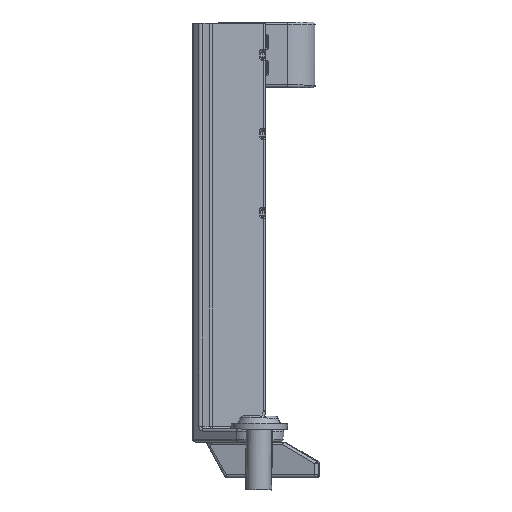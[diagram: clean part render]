
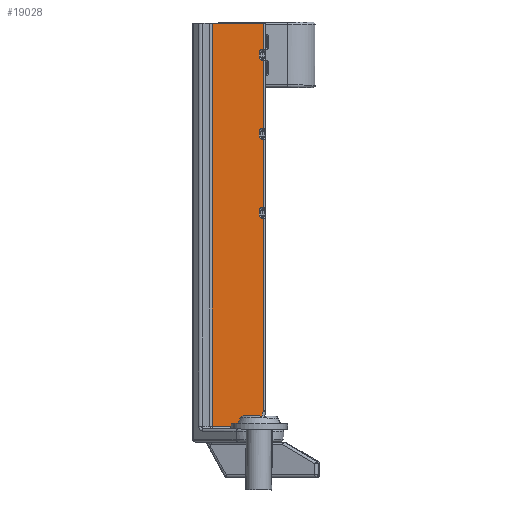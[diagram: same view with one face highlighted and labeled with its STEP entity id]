
A CAD part, front view. The second image highlights one B-rep face of the part: STEP entity #19028.
In plain terms, the highlighted face is planar.
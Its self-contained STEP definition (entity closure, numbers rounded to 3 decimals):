
#835=ELLIPSE('',#20514,0.6,0.6);
#836=ELLIPSE('',#20515,0.6,0.6);
#837=ELLIPSE('',#20516,0.6,0.6);
#838=ELLIPSE('',#20517,0.6,0.6);
#839=ELLIPSE('',#20518,0.6,0.6);
#840=ELLIPSE('',#20519,0.6,0.6);
#1212=LINE('',#32795,#2329);
#1213=LINE('',#32798,#2330);
#1214=LINE('',#32800,#2331);
#1215=LINE('',#32802,#2332);
#1216=LINE('',#32804,#2333);
#1217=LINE('',#32806,#2334);
#1218=LINE('',#32810,#2335);
#1219=LINE('',#32814,#2336);
#1220=LINE('',#32816,#2337);
#1221=LINE('',#32818,#2338);
#1222=LINE('',#32822,#2339);
#1223=LINE('',#32826,#2340);
#1224=LINE('',#32828,#2341);
#1225=LINE('',#32830,#2342);
#1226=LINE('',#32834,#2343);
#1227=LINE('',#32838,#2344);
#1228=LINE('',#32839,#2345);
#2329=VECTOR('',#23095,10.);
#2330=VECTOR('',#23098,10.);
#2331=VECTOR('',#23099,10.);
#2332=VECTOR('',#23100,0.5);
#2333=VECTOR('',#23101,10.);
#2334=VECTOR('',#23102,10.);
#2335=VECTOR('',#23105,10.);
#2336=VECTOR('',#23108,10.);
#2337=VECTOR('',#23109,10.);
#2338=VECTOR('',#23110,10.);
#2339=VECTOR('',#23113,10.);
#2340=VECTOR('',#23116,10.);
#2341=VECTOR('',#23117,10.);
#2342=VECTOR('',#23118,10.);
#2343=VECTOR('',#23121,10.);
#2344=VECTOR('',#23124,10.);
#2345=VECTOR('',#23125,10.);
#3440=PLANE('',#20513);
#3695=FACE_OUTER_BOUND('',#5080,.T.);
#5080=EDGE_LOOP('',(#12748,#12749,#12750,#12751,#12752,#12753,#12754,#12755,
#12756,#12757,#12758,#12759,#12760,#12761,#12762,#12763,#12764,#12765,#12766,
#12767,#12768,#12769,#12770));
#8031=VERTEX_POINT('',#32731);
#8057=VERTEX_POINT('',#32793);
#8058=VERTEX_POINT('',#32797);
#8059=VERTEX_POINT('',#32799);
#8060=VERTEX_POINT('',#32801);
#8061=VERTEX_POINT('',#32803);
#8062=VERTEX_POINT('',#32805);
#8063=VERTEX_POINT('',#32807);
#8064=VERTEX_POINT('',#32809);
#8065=VERTEX_POINT('',#32811);
#8066=VERTEX_POINT('',#32813);
#8067=VERTEX_POINT('',#32815);
#8068=VERTEX_POINT('',#32817);
#8069=VERTEX_POINT('',#32819);
#8070=VERTEX_POINT('',#32821);
#8071=VERTEX_POINT('',#32823);
#8072=VERTEX_POINT('',#32825);
#8073=VERTEX_POINT('',#32827);
#8074=VERTEX_POINT('',#32829);
#8075=VERTEX_POINT('',#32831);
#8076=VERTEX_POINT('',#32833);
#8077=VERTEX_POINT('',#32835);
#8078=VERTEX_POINT('',#32837);
#9715=EDGE_CURVE('',#8031,#8057,#1212,.T.);
#9716=EDGE_CURVE('',#8058,#8057,#1213,.T.);
#9717=EDGE_CURVE('',#8059,#8058,#1214,.T.);
#9718=EDGE_CURVE('',#8060,#8059,#1215,.T.);
#9719=EDGE_CURVE('',#8061,#8060,#1216,.T.);
#9720=EDGE_CURVE('',#8062,#8061,#1217,.T.);
#9721=EDGE_CURVE('',#8063,#8062,#835,.T.);
#9722=EDGE_CURVE('',#8064,#8063,#1218,.T.);
#9723=EDGE_CURVE('',#8065,#8064,#836,.T.);
#9724=EDGE_CURVE('',#8066,#8065,#1219,.T.);
#9725=EDGE_CURVE('',#8067,#8066,#1220,.T.);
#9726=EDGE_CURVE('',#8068,#8067,#1221,.T.);
#9727=EDGE_CURVE('',#8069,#8068,#837,.T.);
#9728=EDGE_CURVE('',#8070,#8069,#1222,.T.);
#9729=EDGE_CURVE('',#8071,#8070,#838,.T.);
#9730=EDGE_CURVE('',#8072,#8071,#1223,.T.);
#9731=EDGE_CURVE('',#8073,#8072,#1224,.T.);
#9732=EDGE_CURVE('',#8074,#8073,#1225,.T.);
#9733=EDGE_CURVE('',#8075,#8074,#839,.T.);
#9734=EDGE_CURVE('',#8076,#8075,#1226,.T.);
#9735=EDGE_CURVE('',#8077,#8076,#840,.T.);
#9736=EDGE_CURVE('',#8078,#8077,#1227,.T.);
#9737=EDGE_CURVE('',#8031,#8078,#1228,.T.);
#12748=ORIENTED_EDGE('',*,*,#9715,.T.);
#12749=ORIENTED_EDGE('',*,*,#9716,.F.);
#12750=ORIENTED_EDGE('',*,*,#9717,.F.);
#12751=ORIENTED_EDGE('',*,*,#9718,.F.);
#12752=ORIENTED_EDGE('',*,*,#9719,.F.);
#12753=ORIENTED_EDGE('',*,*,#9720,.F.);
#12754=ORIENTED_EDGE('',*,*,#9721,.F.);
#12755=ORIENTED_EDGE('',*,*,#9722,.F.);
#12756=ORIENTED_EDGE('',*,*,#9723,.F.);
#12757=ORIENTED_EDGE('',*,*,#9724,.F.);
#12758=ORIENTED_EDGE('',*,*,#9725,.F.);
#12759=ORIENTED_EDGE('',*,*,#9726,.F.);
#12760=ORIENTED_EDGE('',*,*,#9727,.F.);
#12761=ORIENTED_EDGE('',*,*,#9728,.F.);
#12762=ORIENTED_EDGE('',*,*,#9729,.F.);
#12763=ORIENTED_EDGE('',*,*,#9730,.F.);
#12764=ORIENTED_EDGE('',*,*,#9731,.F.);
#12765=ORIENTED_EDGE('',*,*,#9732,.F.);
#12766=ORIENTED_EDGE('',*,*,#9733,.F.);
#12767=ORIENTED_EDGE('',*,*,#9734,.F.);
#12768=ORIENTED_EDGE('',*,*,#9735,.F.);
#12769=ORIENTED_EDGE('',*,*,#9736,.F.);
#12770=ORIENTED_EDGE('',*,*,#9737,.F.);
#19028=ADVANCED_FACE('',(#3695),#3440,.T.);
#20513=AXIS2_PLACEMENT_3D('',#32796,#23096,#23097);
#20514=AXIS2_PLACEMENT_3D('',#32808,#23103,#23104);
#20515=AXIS2_PLACEMENT_3D('',#32812,#23106,#23107);
#20516=AXIS2_PLACEMENT_3D('',#32820,#23111,#23112);
#20517=AXIS2_PLACEMENT_3D('',#32824,#23114,#23115);
#20518=AXIS2_PLACEMENT_3D('',#32832,#23119,#23120);
#20519=AXIS2_PLACEMENT_3D('',#32836,#23122,#23123);
#23095=DIRECTION('',(-0.017,0.,-1.));
#23096=DIRECTION('center_axis',(-1.,0.,0.017));
#23097=DIRECTION('ref_axis',(-0.017,0.,-1.));
#23098=DIRECTION('',(0.,1.,0.));
#23099=DIRECTION('',(-0.017,0.009,-1.));
#23100=DIRECTION('',(-0.004,-0.971,-0.238));
#23101=DIRECTION('',(0.,-1.,0.));
#23102=DIRECTION('',(0.017,-0.009,1.));
#23103=DIRECTION('center_axis',(-1.,0.,0.017));
#23104=DIRECTION('ref_axis',(-0.017,0.,-1.));
#23105=DIRECTION('',(0.,-1.,0.));
#23106=DIRECTION('center_axis',(-1.,0.,0.017));
#23107=DIRECTION('ref_axis',(-0.017,0.,-1.));
#23108=DIRECTION('',(-0.017,-0.009,-1.));
#23109=DIRECTION('',(0.,-1.,0.));
#23110=DIRECTION('',(0.017,-0.009,1.));
#23111=DIRECTION('center_axis',(-1.,0.,0.017));
#23112=DIRECTION('ref_axis',(-0.017,0.,-1.));
#23113=DIRECTION('',(0.,-1.,0.));
#23114=DIRECTION('center_axis',(-1.,0.,0.017));
#23115=DIRECTION('ref_axis',(-0.017,0.,-1.));
#23116=DIRECTION('',(-0.017,-0.009,-1.));
#23117=DIRECTION('',(0.,-1.,0.));
#23118=DIRECTION('',(0.017,-0.009,1.));
#23119=DIRECTION('center_axis',(-1.,0.,0.017));
#23120=DIRECTION('ref_axis',(-0.017,0.,-1.));
#23121=DIRECTION('',(0.,-1.,0.));
#23122=DIRECTION('center_axis',(-1.,0.,0.017));
#23123=DIRECTION('ref_axis',(-0.017,0.,-1.));
#23124=DIRECTION('',(-0.017,-0.009,-1.));
#23125=DIRECTION('',(0.,-1.,0.));
#32731=CARTESIAN_POINT('',(-7.468,81.45,-3.991));
#32793=CARTESIAN_POINT('',(-7.645,81.45,-14.121));
#32795=CARTESIAN_POINT('',(-7.454,81.45,-3.152));
#32796=CARTESIAN_POINT('Origin',(-7.46,133.75,-3.5));
#32797=CARTESIAN_POINT('',(-7.645,1.873,-14.121));
#32798=CARTESIAN_POINT('',(-7.645,-1.25,-14.121));
#32799=CARTESIAN_POINT('',(-7.482,1.791,-4.759));
#32800=CARTESIAN_POINT('',(-7.435,1.768,-2.094));
#32801=CARTESIAN_POINT('',(-7.468,4.921,-3.991));
#32802=CARTESIAN_POINT('',(-6.948,126.547,25.849));
#32803=CARTESIAN_POINT('',(-7.468,42.999,-3.991));
#32804=CARTESIAN_POINT('',(-7.468,133.75,-3.991));
#32805=CARTESIAN_POINT('',(-7.472,43.001,-4.2));
#32806=CARTESIAN_POINT('',(-7.467,42.999,-3.902));
#32807=CARTESIAN_POINT('',(-7.482,43.601,-4.795));
#32808=CARTESIAN_POINT('Origin',(-7.472,43.601,-4.195));
#32809=CARTESIAN_POINT('',(-7.482,44.489,-4.795));
#32810=CARTESIAN_POINT('',(-7.482,88.898,-4.795));
#32811=CARTESIAN_POINT('',(-7.472,45.089,-4.2));
#32812=CARTESIAN_POINT('Origin',(-7.472,44.489,-4.195));
#32813=CARTESIAN_POINT('',(-7.468,45.091,-3.991));
#32814=CARTESIAN_POINT('',(-7.453,45.098,-3.106));
#32815=CARTESIAN_POINT('',(-7.468,58.599,-3.991));
#32816=CARTESIAN_POINT('',(-7.468,133.75,-3.991));
#32817=CARTESIAN_POINT('',(-7.472,58.601,-4.2));
#32818=CARTESIAN_POINT('',(-7.466,58.598,-3.833));
#32819=CARTESIAN_POINT('',(-7.482,59.201,-4.795));
#32820=CARTESIAN_POINT('Origin',(-7.472,59.201,-4.195));
#32821=CARTESIAN_POINT('',(-7.482,60.089,-4.795));
#32822=CARTESIAN_POINT('',(-7.482,96.698,-4.795));
#32823=CARTESIAN_POINT('',(-7.472,60.689,-4.2));
#32824=CARTESIAN_POINT('Origin',(-7.472,60.089,-4.195));
#32825=CARTESIAN_POINT('',(-7.468,60.691,-3.991));
#32826=CARTESIAN_POINT('',(-7.454,60.698,-3.174));
#32827=CARTESIAN_POINT('',(-7.468,74.199,-3.991));
#32828=CARTESIAN_POINT('',(-7.468,133.75,-3.991));
#32829=CARTESIAN_POINT('',(-7.472,74.201,-4.2));
#32830=CARTESIAN_POINT('',(-7.464,74.197,-3.765));
#32831=CARTESIAN_POINT('',(-7.482,74.801,-4.795));
#32832=CARTESIAN_POINT('Origin',(-7.472,74.801,-4.195));
#32833=CARTESIAN_POINT('',(-7.482,75.689,-4.795));
#32834=CARTESIAN_POINT('',(-7.482,104.498,-4.795));
#32835=CARTESIAN_POINT('',(-7.472,76.289,-4.2));
#32836=CARTESIAN_POINT('Origin',(-7.472,75.689,-4.195));
#32837=CARTESIAN_POINT('',(-7.468,76.291,-3.991));
#32838=CARTESIAN_POINT('',(-7.455,76.297,-3.242));
#32839=CARTESIAN_POINT('',(-7.468,133.75,-3.991));
